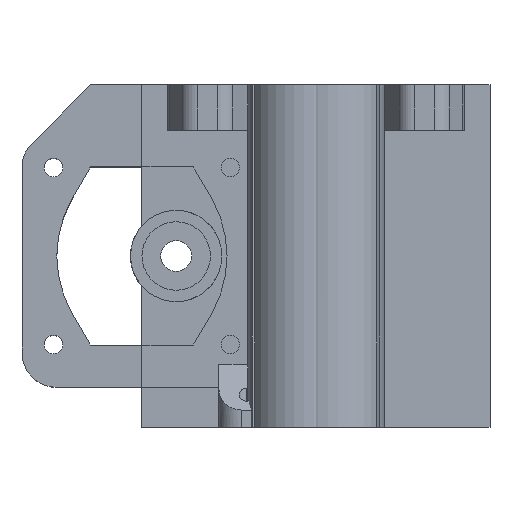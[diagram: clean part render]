
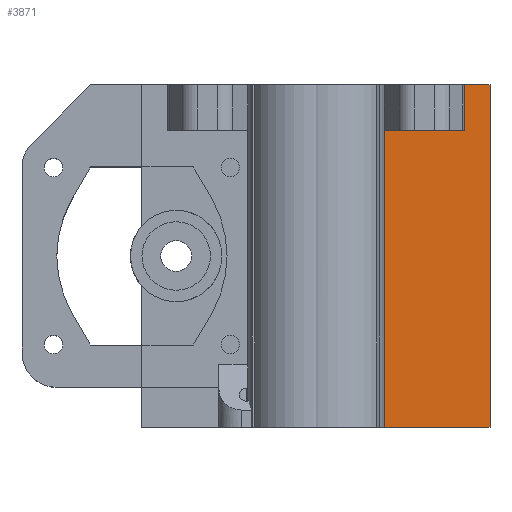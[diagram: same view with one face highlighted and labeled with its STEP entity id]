
A CAD part, top view. The second image highlights one B-rep face of the part: STEP entity #3871.
In plain terms, the highlighted planar face has unit normal (0, 0, 1).
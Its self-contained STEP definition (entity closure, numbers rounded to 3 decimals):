
#3306 = VERTEX_POINT('',#3307);
#3307 = CARTESIAN_POINT('',(60.987,-30.,17.));
#3313 = EDGE_CURVE('',#3314,#3306,#3316,.T.);
#3314 = VERTEX_POINT('',#3315);
#3315 = CARTESIAN_POINT('',(42.487,-30.,17.));
#3316 = LINE('',#3317,#3318);
#3317 = CARTESIAN_POINT('',(0.,-30.,17.));
#3318 = VECTOR('',#3319,1.);
#3319 = DIRECTION('',(1.,0.,0.));
#3871 = ADVANCED_FACE('',(#3872),#3913,.T.);
#3872 = FACE_BOUND('',#3873,.T.);
#3873 = EDGE_LOOP('',(#3874,#3882,#3883,#3891,#3899,#3907));
#3874 = ORIENTED_EDGE('',*,*,#3875,.F.);
#3875 = EDGE_CURVE('',#3314,#3876,#3878,.T.);
#3876 = VERTEX_POINT('',#3877);
#3877 = CARTESIAN_POINT('',(42.487,22.,17.));
#3878 = LINE('',#3879,#3880);
#3879 = CARTESIAN_POINT('',(42.487,-30.,17.));
#3880 = VECTOR('',#3881,1.);
#3881 = DIRECTION('',(0.,1.,0.));
#3882 = ORIENTED_EDGE('',*,*,#3313,.T.);
#3883 = ORIENTED_EDGE('',*,*,#3884,.F.);
#3884 = EDGE_CURVE('',#3885,#3306,#3887,.T.);
#3885 = VERTEX_POINT('',#3886);
#3886 = CARTESIAN_POINT('',(60.987,30.,17.));
#3887 = LINE('',#3888,#3889);
#3888 = CARTESIAN_POINT('',(60.987,0.,17.));
#3889 = VECTOR('',#3890,1.);
#3890 = DIRECTION('',(0.,-1.,0.));
#3891 = ORIENTED_EDGE('',*,*,#3892,.F.);
#3892 = EDGE_CURVE('',#3893,#3885,#3895,.T.);
#3893 = VERTEX_POINT('',#3894);
#3894 = CARTESIAN_POINT('',(56.487,30.,17.));
#3895 = LINE('',#3896,#3897);
#3896 = CARTESIAN_POINT('',(0.,30.,17.));
#3897 = VECTOR('',#3898,1.);
#3898 = DIRECTION('',(1.,0.,0.));
#3899 = ORIENTED_EDGE('',*,*,#3900,.F.);
#3900 = EDGE_CURVE('',#3901,#3893,#3903,.T.);
#3901 = VERTEX_POINT('',#3902);
#3902 = CARTESIAN_POINT('',(56.487,22.,17.));
#3903 = LINE('',#3904,#3905);
#3904 = CARTESIAN_POINT('',(56.487,22.,17.));
#3905 = VECTOR('',#3906,1.);
#3906 = DIRECTION('',(0.,1.,0.));
#3907 = ORIENTED_EDGE('',*,*,#3908,.F.);
#3908 = EDGE_CURVE('',#3876,#3901,#3909,.T.);
#3909 = LINE('',#3910,#3911);
#3910 = CARTESIAN_POINT('',(0.,22.,17.));
#3911 = VECTOR('',#3912,1.);
#3912 = DIRECTION('',(1.,0.,0.));
#3913 = PLANE('',#3914);
#3914 = AXIS2_PLACEMENT_3D('',#3915,#3916,#3917);
#3915 = CARTESIAN_POINT('',(0.,0.,17.));
#3916 = DIRECTION('',(-0.,0.,1.));
#3917 = DIRECTION('',(1.,0.,0.));
